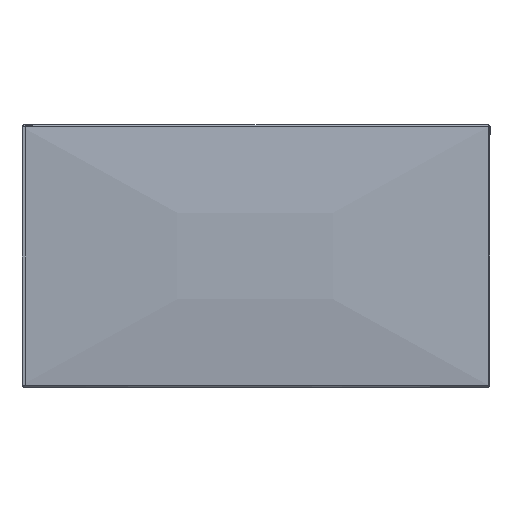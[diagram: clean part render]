
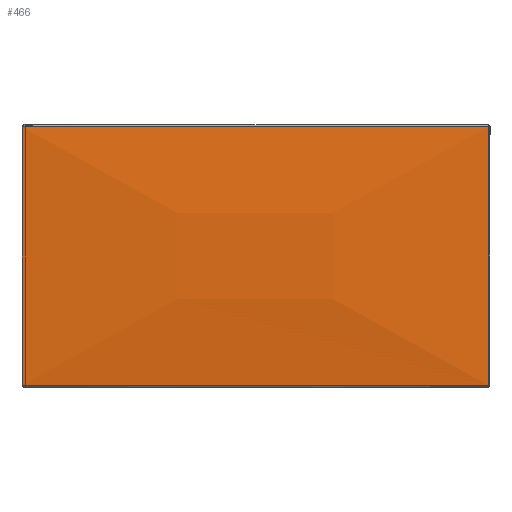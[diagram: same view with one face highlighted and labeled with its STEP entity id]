
A CAD part, left-side view. The second image highlights one B-rep face of the part: STEP entity #466.
In plain terms, the highlighted free-form (B-spline) face has degree [3, 3] with [4, 4] control points.
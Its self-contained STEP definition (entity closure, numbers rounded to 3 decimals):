
#25 = CARTESIAN_POINT ( 'NONE',  ( -1., 0.208, 0. ) ) ;
#89 = ORIENTED_EDGE ( 'NONE', *, *, #699, .F. ) ;
#111 = DIRECTION ( 'NONE',  ( 0., 0., 1. ) ) ;
#163 = EDGE_CURVE ( 'NONE', #1181, #768, #742, .T. ) ;
#168 = CARTESIAN_POINT ( 'NONE',  ( -1., -0.625, 0. ) ) ;
#176 = CARTESIAN_POINT ( 'NONE',  ( -1., 0.625, 0.467 ) ) ;
#197 = VERTEX_POINT ( 'NONE', #1637 ) ;
#200 = EDGE_LOOP ( 'NONE', ( #1801, #1259, #89, #1218 ) ) ;
#248 = CARTESIAN_POINT ( 'NONE',  ( -1., -0.62, 0.695 ) ) ;
#276 = CARTESIAN_POINT ( 'NONE',  ( -1., -0.62, 0.005 ) ) ;
#437 = CARTESIAN_POINT ( 'NONE',  ( -1., -0.62, 0.005 ) ) ;
#442 =( BOUNDED_CURVE ( )  B_SPLINE_CURVE ( 3, ( #1080, #1627, #531, #248 ),
 .UNSPECIFIED., .F., .T. ) 
 B_SPLINE_CURVE_WITH_KNOTS ( ( 4, 4 ),
 ( 0., 1. ),
 .UNSPECIFIED. ) 
 CURVE ( )  GEOMETRIC_REPRESENTATION_ITEM ( )  RATIONAL_B_SPLINE_CURVE ( ( 1., 1., 1., 1. ) ) 
 REPRESENTATION_ITEM ( '' )  );
#452 = CARTESIAN_POINT ( 'NONE',  ( -1., 0.625, 0.233 ) ) ;
#465 = CARTESIAN_POINT ( 'NONE',  ( -1., 0.208, 0.7 ) ) ;
#466 = ADVANCED_FACE ( 'NONE', ( #751 ), #1195, .F. ) ;
#471 = CARTESIAN_POINT ( 'NONE',  ( -1.001, 0.21, 0.004 ) ) ;
#482 = CARTESIAN_POINT ( 'NONE',  ( -1., -0.625, 0.467 ) ) ;
#530 = CARTESIAN_POINT ( 'NONE',  ( -1., 0.625, 0.35 ) ) ;
#531 = CARTESIAN_POINT ( 'NONE',  ( -1.001, -0.205, 0.696 ) ) ;
#549 = EDGE_CURVE ( 'NONE', #1796, #1181, #1678, .T. ) ;
#577 = CARTESIAN_POINT ( 'NONE',  ( -1., 0.625, 0. ) ) ;
#599 = CARTESIAN_POINT ( 'NONE',  ( -1.044, 0.208, 0.233 ) ) ;
#625 = CARTESIAN_POINT ( 'NONE',  ( -1., 0.625, 0.005 ) ) ;
#699 = EDGE_CURVE ( 'NONE', #768, #197, #442, .T. ) ;
#711 = CARTESIAN_POINT ( 'NONE',  ( -1., 0.625, 0.695 ) ) ;
#742 = LINE ( 'NONE', #530, #778 ) ;
#751 = FACE_OUTER_BOUND ( 'NONE', #200, .T. ) ;
#754 = CARTESIAN_POINT ( 'NONE',  ( -1., -0.208, 0.7 ) ) ;
#759 = CARTESIAN_POINT ( 'NONE',  ( -1.001, -0.205, 0.004 ) ) ;
#763 = CARTESIAN_POINT ( 'NONE',  ( -1., -0.62, 0.005 ) ) ;
#768 = VERTEX_POINT ( 'NONE', #711 ) ;
#778 = VECTOR ( 'NONE', #111, 1000. ) ;
#846 = B_SPLINE_CURVE_WITH_KNOTS ( 'NONE', 3,
 ( #1529, #1144, #1285, #276 ),
 .UNSPECIFIED., .F., .F.,
 ( 4, 4 ),
 ( 0., 1. ),
 .UNSPECIFIED. ) ;
#887 = CARTESIAN_POINT ( 'NONE',  ( -1., -0.625, 0.233 ) ) ;
#912 = CARTESIAN_POINT ( 'NONE',  ( -1., -0.625, 0.7 ) ) ;
#1019 = CARTESIAN_POINT ( 'NONE',  ( -1., -0.208, 0. ) ) ;
#1080 = CARTESIAN_POINT ( 'NONE',  ( -1., 0.625, 0.695 ) ) ;
#1144 = CARTESIAN_POINT ( 'NONE',  ( -1.001, -0.621, 0.465 ) ) ;
#1181 = VERTEX_POINT ( 'NONE', #1405 ) ;
#1195 = B_SPLINE_SURFACE_WITH_KNOTS ( 'NONE', 3, 3, ( 
 ( #577, #25, #1019, #168 ),
 ( #452, #599, #1569, #887 ),
 ( #176, #1448, #1579, #482 ),
 ( #1734, #465, #754, #912 ) ),
 .UNSPECIFIED., .F., .F., .F.,
 ( 4, 4 ),
 ( 4, 4 ),
 ( 0., 1. ),
 ( 0., 1. ),
 .UNSPECIFIED. ) ;
#1218 = ORIENTED_EDGE ( 'NONE', *, *, #163, .F. ) ;
#1241 = EDGE_CURVE ( 'NONE', #197, #1796, #846, .T. ) ;
#1259 = ORIENTED_EDGE ( 'NONE', *, *, #1241, .F. ) ;
#1285 = CARTESIAN_POINT ( 'NONE',  ( -1.001, -0.621, 0.235 ) ) ;
#1405 = CARTESIAN_POINT ( 'NONE',  ( -1., 0.625, 0.005 ) ) ;
#1448 = CARTESIAN_POINT ( 'NONE',  ( -1.044, 0.208, 0.467 ) ) ;
#1529 = CARTESIAN_POINT ( 'NONE',  ( -1., -0.62, 0.695 ) ) ;
#1569 = CARTESIAN_POINT ( 'NONE',  ( -1.044, -0.208, 0.233 ) ) ;
#1579 = CARTESIAN_POINT ( 'NONE',  ( -1.044, -0.208, 0.467 ) ) ;
#1627 = CARTESIAN_POINT ( 'NONE',  ( -1.001, 0.21, 0.696 ) ) ;
#1637 = CARTESIAN_POINT ( 'NONE',  ( -1., -0.62, 0.695 ) ) ;
#1678 = B_SPLINE_CURVE_WITH_KNOTS ( 'NONE', 3,
 ( #763, #759, #471, #625 ),
 .UNSPECIFIED., .F., .F.,
 ( 4, 4 ),
 ( 0., 1. ),
 .UNSPECIFIED. ) ;
#1734 = CARTESIAN_POINT ( 'NONE',  ( -1., 0.625, 0.7 ) ) ;
#1796 = VERTEX_POINT ( 'NONE', #437 ) ;
#1801 = ORIENTED_EDGE ( 'NONE', *, *, #549, .F. ) ;
